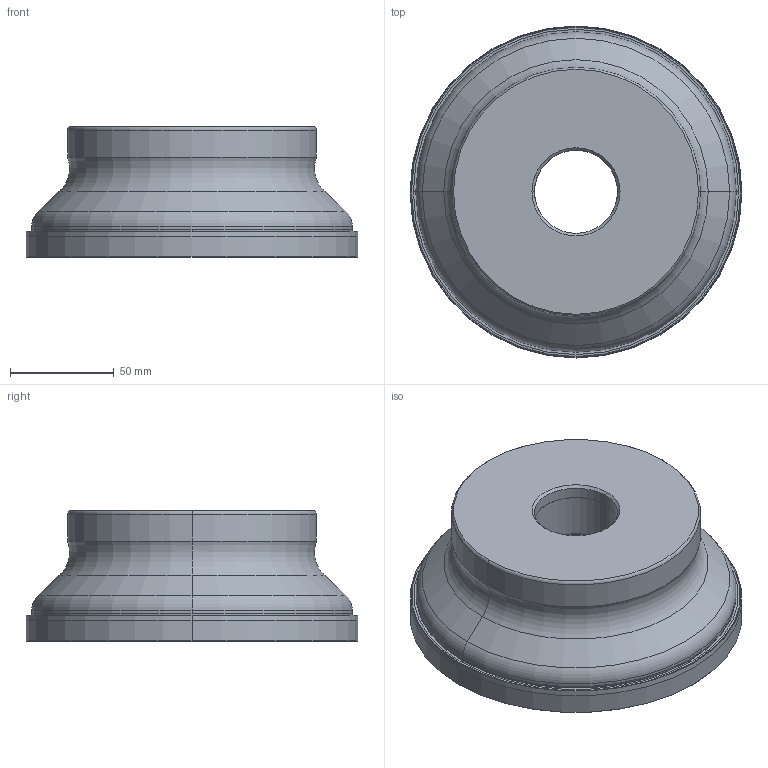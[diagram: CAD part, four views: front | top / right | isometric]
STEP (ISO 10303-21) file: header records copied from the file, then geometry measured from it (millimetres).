
FILE_DESCRIPTION(/* description */ (''),/* implementation_level */ '2;1');
FILE_NAME(/* name */ 'VOX400-160C10R_.stp',/* time_stamp */ '2017-12-19T14:06:10+09:00',/* author */ (''),/* organization */ (''),/* preprocessor_version */ 'ST-DEVELOPER v16',/* originating_system */ 'SIEMENS PLM Software NX 10.0',/* authorisation */ '');
FILE_SCHEMA (('AUTOMOTIVE_DESIGN { 1 0 10303 214 3 1 1 1 }'));
Length unit declared in the file: millimetre
Products named in the file (1): VOX400-160C10R__ASM
Bounding box: 160 x 160 x 63 mm (x, y, z)
Volume: 780308.4 mm3; surface area: 82177.9 mm2
Topology: 2 solids, 2 shells, 89 faces, 206 edges, 122 vertices
Faces by surface type: cone 50, torus 20, cylinder 14, plane 5
Entity records: 2678 total; most frequent: DIRECTION 548, CARTESIAN_POINT 428, ORIENTED_EDGE 412, AXIS2_PLACEMENT_3D 242, EDGE_CURVE 206, CIRCLE 142, VERTEX_POINT 122, EDGE_LOOP 94
